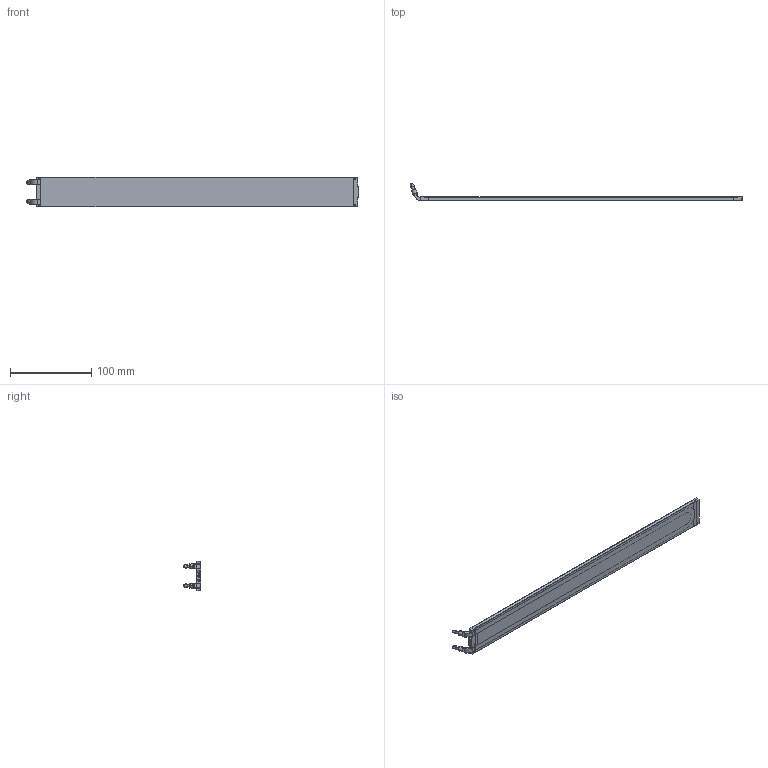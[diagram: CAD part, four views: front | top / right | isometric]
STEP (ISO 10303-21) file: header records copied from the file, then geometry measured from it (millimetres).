
FILE_DESCRIPTION (( 'STEP AP214' ), '1' );
FILE_NAME ('80W Barrel 4 Stave Assy.STEP', '2009-11-20T18:22:19', ( ' ' ), ( '' ), 'SwSTEP 2.0', 'SolidWorks 2009', '' );
FILE_SCHEMA (( 'AUTOMOTIVE_DESIGN' ));
Length unit declared in the file: millimetre
Products named in the file (10): Adhesive; 80W-Barrel 3-4 Stave Core_Barrel 4; 80W-Barrel 3-4 Stave Skin 2_Barrel 4; 80W Barrel 4 Stave Assy; 80W-Barrel 3-4 Stave Skin 1_Barrel 4; rcc-board screw insert_default; 80W-Barrel 3-4 barb fitting; 80W-Barrel 3-4 Stave cooling U tube_barrel 4; 80W-Barrel 3-4 stave mounting block cooling-end_cooling end; 80W-Barrel 3-4 stave mounting block u-end_cooling end
Assembly tree (14 placements, depth 2):
  Adhesive
  80W Barrel 4 Stave Assy
    rcc-board screw insert_default  x6
    80W-Barrel 3-4 Stave cooling U tube_barrel 4
    80W-Barrel 3-4 stave mounting block u-end_cooling end
    80W-Barrel 3-4 Stave Skin 2_Barrel 4
    80W-Barrel 3-4 Stave Skin 1_Barrel 4
    80W-Barrel 3-4 Stave Core_Barrel 4
    80W-Barrel 3-4 barb fitting  x2
    80W-Barrel 3-4 stave mounting block cooling-end_cooling end
Bounding box: 407.7 x 21.86 x 36.1 mm (x, y, z)
Volume: 58770.2 mm3; surface area: 124554 mm2
Topology: 14 solids, 14 shells, 389 faces, 965 edges, 628 vertices
Faces by surface type: plane 177, cylinder 160, cone 24, bspline 16, torus 12
Entity records: 13369 total; most frequent: CARTESIAN_POINT 5025, DIRECTION 1651, ORIENTED_EDGE 1614, EDGE_CURVE 807, AXIS2_PLACEMENT_3D 579, VERTEX_POINT 530, VECTOR 493, LINE 493
